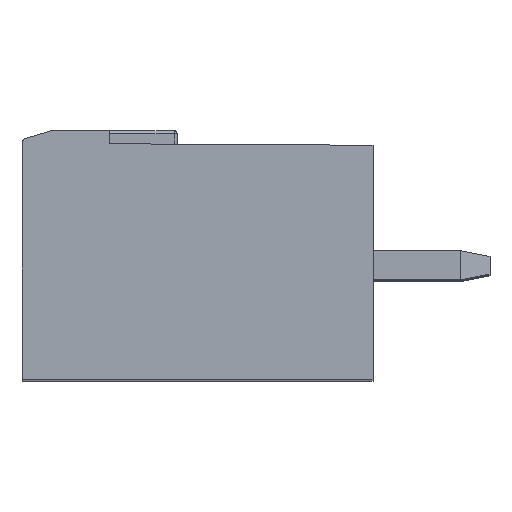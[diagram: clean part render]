
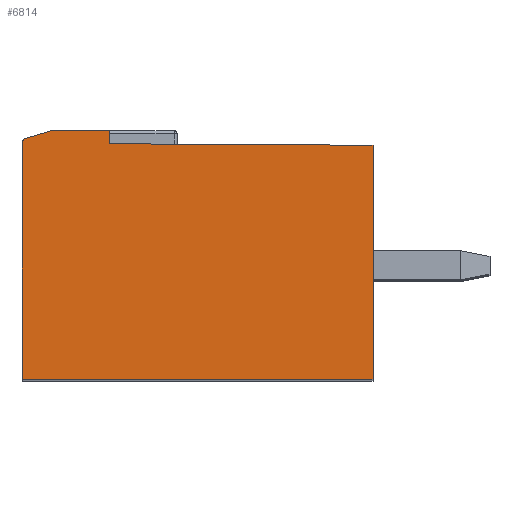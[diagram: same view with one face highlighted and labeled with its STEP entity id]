
A CAD part, top view. The second image highlights one B-rep face of the part: STEP entity #6814.
In plain terms, the highlighted planar face has unit normal (0, 0, 1).
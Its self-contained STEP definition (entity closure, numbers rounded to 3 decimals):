
#369 = CARTESIAN_POINT ( 'NONE',  ( 9.1, 8.051, 38.9 ) ) ;
#406 = LINE ( 'NONE', #4211, #11489 ) ;
#410 = CARTESIAN_POINT ( 'NONE',  ( 8.9, 8.051, 38.9 ) ) ;
#413 = VECTOR ( 'NONE', #4296, 1000. ) ;
#715 = DIRECTION ( 'NONE',  ( 0., 0., 1. ) ) ;
#1054 = VERTEX_POINT ( 'NONE', #2871 ) ;
#1276 = VERTEX_POINT ( 'NONE', #11776 ) ;
#1330 = CARTESIAN_POINT ( 'NONE',  ( 20.9, 8.036, 38.9 ) ) ;
#1466 = AXIS2_PLACEMENT_3D ( 'NONE', #7114, #715, #11427 ) ;
#1468 = VERTEX_POINT ( 'NONE', #6130 ) ;
#1620 = CARTESIAN_POINT ( 'NONE',  ( 9.9, 8.5, 38.9 ) ) ;
#2116 = VERTEX_POINT ( 'NONE', #8103 ) ;
#2298 = DIRECTION ( 'NONE',  ( -1., 0., 0. ) ) ;
#2342 = PLANE ( 'NONE',  #1466 ) ;
#2582 = EDGE_CURVE ( 'NONE', #1276, #5112, #406, .T. ) ;
#2871 = CARTESIAN_POINT ( 'NONE',  ( 20.9, 0., 38.9 ) ) ;
#2928 = EDGE_CURVE ( 'NONE', #5112, #1468, #12110, .T. ) ;
#3039 = CARTESIAN_POINT ( 'NONE',  ( 11.9, 8.05, 38.9 ) ) ;
#3357 = ORIENTED_EDGE ( 'NONE', *, *, #5216, .F. ) ;
#3418 = CARTESIAN_POINT ( 'NONE',  ( 9.1, 8.5, 38.9 ) ) ;
#3532 = VECTOR ( 'NONE', #8186, 1000. ) ;
#4211 = CARTESIAN_POINT ( 'NONE',  ( 11.9, 8.05, 38.9 ) ) ;
#4296 = DIRECTION ( 'NONE',  ( 0., -1., 0. ) ) ;
#4456 = EDGE_CURVE ( 'NONE', #1468, #1054, #5131, .T. ) ;
#4539 = CIRCLE ( 'NONE', #7027, 0.2 ) ;
#4597 = ORIENTED_EDGE ( 'NONE', *, *, #2928, .F. ) ;
#4698 = EDGE_CURVE ( 'NONE', #5381, #11575, #5705, .T. ) ;
#4781 = VECTOR ( 'NONE', #8553, 1000. ) ;
#5045 = EDGE_CURVE ( 'NONE', #1054, #5381, #7631, .T. ) ;
#5112 = VERTEX_POINT ( 'NONE', #3039 ) ;
#5131 = LINE ( 'NONE', #1330, #413 ) ;
#5173 = VECTOR ( 'NONE', #5839, 1000. ) ;
#5216 = EDGE_CURVE ( 'NONE', #6054, #1276, #6200, .T. ) ;
#5247 = ORIENTED_EDGE ( 'NONE', *, *, #8658, .T. ) ;
#5275 = ORIENTED_EDGE ( 'NONE', *, *, #6174, .F. ) ;
#5381 = VERTEX_POINT ( 'NONE', #7590 ) ;
#5613 = FACE_OUTER_BOUND ( 'NONE', #5639, .T. ) ;
#5639 = EDGE_LOOP ( 'NONE', ( #4597, #7115, #3357, #5275, #5247, #10335, #8733, #8997 ) ) ;
#5705 = LINE ( 'NONE', #6794, #5173 ) ;
#5725 = LINE ( 'NONE', #7799, #4781 ) ;
#5839 = DIRECTION ( 'NONE',  ( 0., 1., 0. ) ) ;
#6054 = VERTEX_POINT ( 'NONE', #1620 ) ;
#6130 = CARTESIAN_POINT ( 'NONE',  ( 20.9, 8., 38.9 ) ) ;
#6174 = EDGE_CURVE ( 'NONE', #2116, #6054, #5725, .T. ) ;
#6200 = LINE ( 'NONE', #3418, #3532 ) ;
#6653 = CARTESIAN_POINT ( 'NONE',  ( 8.9, 0., 38.9 ) ) ;
#6794 = CARTESIAN_POINT ( 'NONE',  ( 8.9, 8.036, 38.9 ) ) ;
#6814 = ADVANCED_FACE ( 'NONE', ( #5613 ), #2342, .T. ) ;
#7027 = AXIS2_PLACEMENT_3D ( 'NONE', #369, #7206, #2298 ) ;
#7114 = CARTESIAN_POINT ( 'NONE',  ( 9.1, 8.036, 38.9 ) ) ;
#7115 = ORIENTED_EDGE ( 'NONE', *, *, #2582, .F. ) ;
#7206 = DIRECTION ( 'NONE',  ( 0., 0., 1. ) ) ;
#7223 = CARTESIAN_POINT ( 'NONE',  ( 11.9, 8.05, 38.9 ) ) ;
#7590 = CARTESIAN_POINT ( 'NONE',  ( 8.9, 0., 38.9 ) ) ;
#7631 = LINE ( 'NONE', #6653, #9509 ) ;
#7799 = CARTESIAN_POINT ( 'NONE',  ( 8.9, 8.2, 38.9 ) ) ;
#8103 = CARTESIAN_POINT ( 'NONE',  ( 9.043, 8.243, 38.9 ) ) ;
#8186 = DIRECTION ( 'NONE',  ( 1., 0., 0. ) ) ;
#8553 = DIRECTION ( 'NONE',  ( 0.958, 0.287, 0. ) ) ;
#8658 = EDGE_CURVE ( 'NONE', #2116, #11575, #4539, .T. ) ;
#8733 = ORIENTED_EDGE ( 'NONE', *, *, #5045, .F. ) ;
#8997 = ORIENTED_EDGE ( 'NONE', *, *, #4456, .F. ) ;
#9421 = VECTOR ( 'NONE', #11226, 1000. ) ;
#9509 = VECTOR ( 'NONE', #10524, 1000. ) ;
#10335 = ORIENTED_EDGE ( 'NONE', *, *, #4698, .F. ) ;
#10524 = DIRECTION ( 'NONE',  ( -1., 0., 0. ) ) ;
#11226 = DIRECTION ( 'NONE',  ( 1., -0.006, 0. ) ) ;
#11427 = DIRECTION ( 'NONE',  ( -1., 0., 0. ) ) ;
#11489 = VECTOR ( 'NONE', #12123, 1000. ) ;
#11575 = VERTEX_POINT ( 'NONE', #410 ) ;
#11776 = CARTESIAN_POINT ( 'NONE',  ( 11.9, 8.5, 38.9 ) ) ;
#12110 = LINE ( 'NONE', #7223, #9421 ) ;
#12123 = DIRECTION ( 'NONE',  ( 0., -1., 0. ) ) ;
